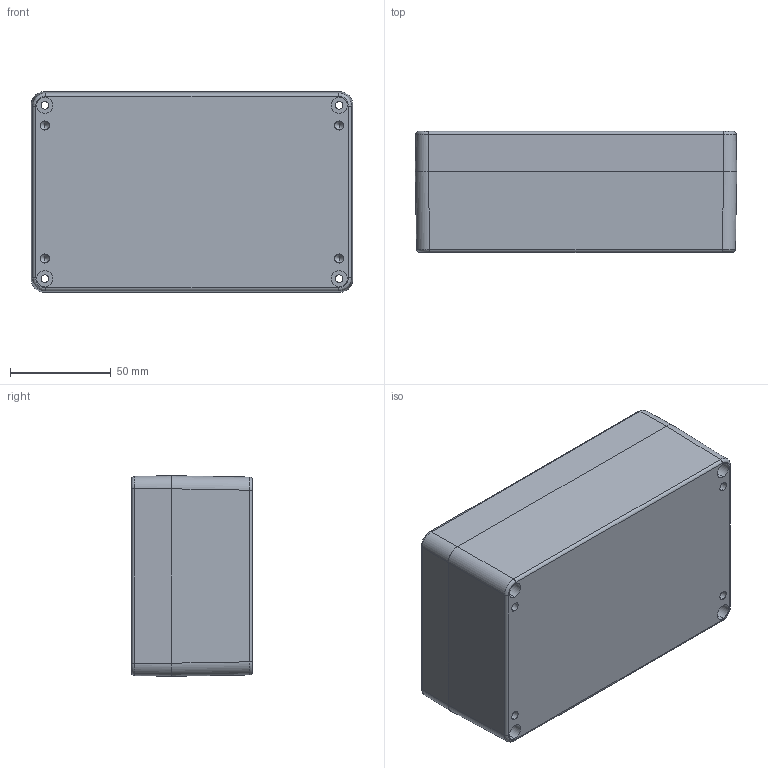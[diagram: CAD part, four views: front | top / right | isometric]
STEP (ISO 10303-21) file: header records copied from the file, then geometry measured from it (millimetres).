
FILE_DESCRIPTION (( 'STEP AP214' ), '1' );
FILE_NAME ('G116.STEP', '2009-11-20T03:40:47', ( 'NEF User' ), ( 'NEF User' ), 'SwSTEP 2.0', 'SolidWorks 2009', '' );
FILE_SCHEMA (( 'AUTOMOTIVE_DESIGN' ));
Length unit declared in the file: millimetre
Products named in the file (3): G116-BASE; G116-COVER; G116
Assembly tree (2 placements, depth 2):
  G116
    G116-BASE
    G116-COVER
Bounding box: 159.5 x 60 x 99.5 mm (x, y, z)
Volume: 234862.8 mm3; surface area: 129335.6 mm2
Topology: 2 solids, 2 shells, 289 faces, 739 edges, 470 vertices
Faces by surface type: cylinder 118, plane 98, cone 60, bspline 13
Entity records: 9533 total; most frequent: CARTESIAN_POINT 2260, DIRECTION 1563, ORIENTED_EDGE 1462, EDGE_CURVE 731, AXIS2_PLACEMENT_3D 581, VERTEX_POINT 470, VECTOR 401, LINE 401
